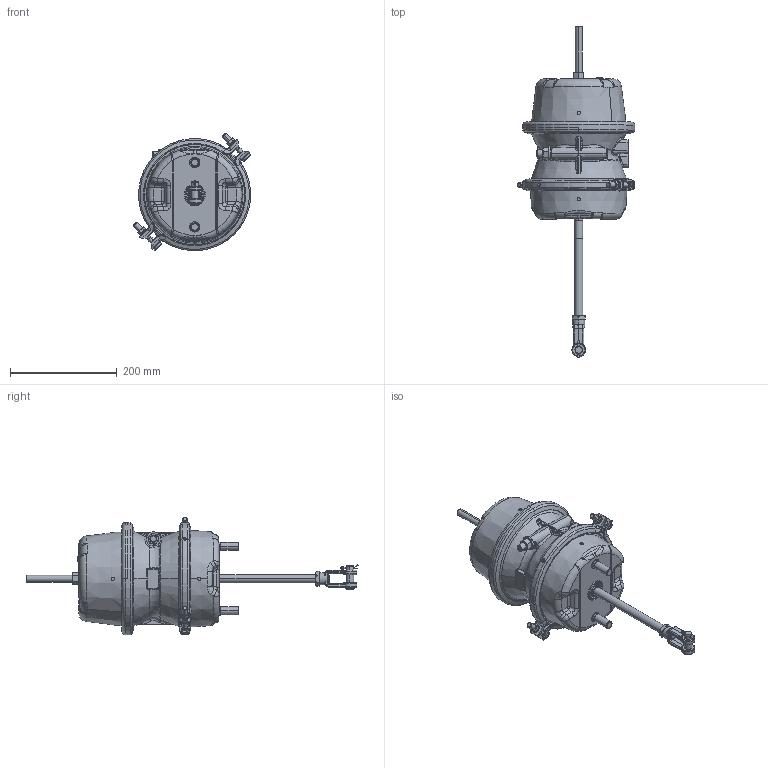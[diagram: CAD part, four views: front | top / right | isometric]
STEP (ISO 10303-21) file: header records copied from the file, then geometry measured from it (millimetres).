
FILE_DESCRIPTION((''),'2;1');
FILE_NAME('1363030001_SW_08','2011-01-19T',('abradford'),('Haldex Brake Products Corporation'),'PRO/ENGINEER BY PARAMETRIC TECHNOLOGY CORPORATION, 2009460','PRO/ENGINEER BY PARAMETRIC TECHNOLOGY CORPORATION, 2009460','');
FILE_SCHEMA(('CONFIG_CONTROL_DESIGN'));
Products named in the file (1): 1363030001_SW_08
Bounding box: 219.48 x 620.94 x 219.48 mm (x, y, z)
Volume: 6183280.5 mm3; surface area: 374486.7 mm2
Topology: 5 solids, 5 shells, 1350 faces, 3181 edges, 1880 vertices
Faces by surface type: bspline 418, cylinder 288, plane 279, torus 183, cone 176, sphere 6
Entity records: 89261 total; most frequent: CARTESIAN_POINT 61440, ORIENTED_EDGE 6362, DIRECTION 4986, EDGE_CURVE 3181, AXIS2_PLACEMENT_3D 2033, VERTEX_POINT 1880, EDGE_LOOP 1411, FACE_OUTER_BOUND 1350
